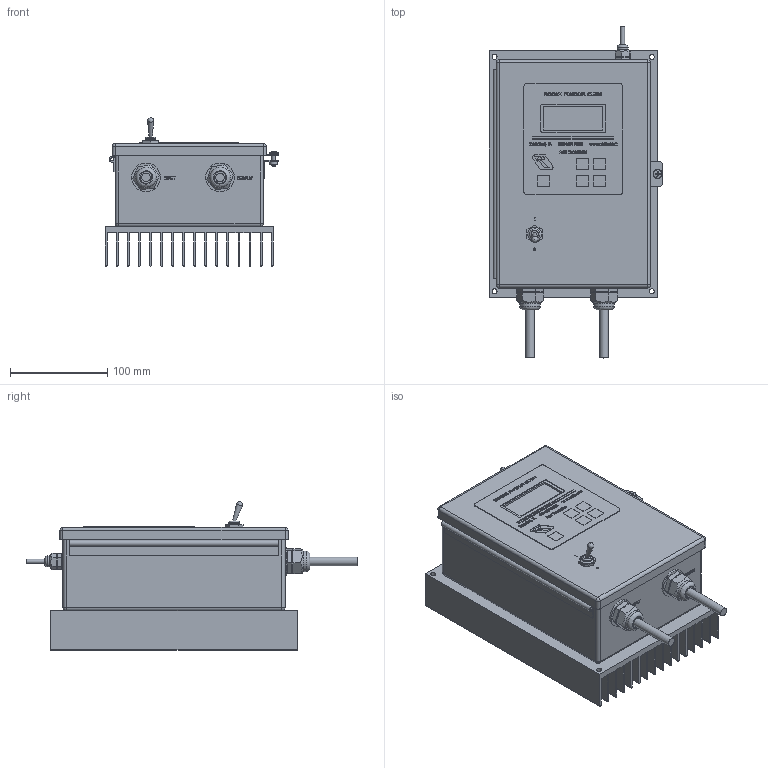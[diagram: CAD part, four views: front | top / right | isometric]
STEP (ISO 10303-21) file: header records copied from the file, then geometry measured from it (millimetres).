
FILE_DESCRIPTION((''),'2;1');
FILE_NAME('VF-9CE 121-000-0780.stp','2016-03-24T15:53:59',('dixon15'),(''),'Autodesk Inventor 2009','Autodesk Inventor 2009','');
FILE_SCHEMA(('AUTOMOTIVE_DESIGN { 1 0 10303 214 1 1 1 1 }'));
Length unit declared in the file: inch
Products named in the file (9): VF-9CE 121-000-0780; VF-9CE backplate; VR-CE; VF-3CE box; Power Chord ; Sensor Chord; Toggle Switch; Label; cover screw
Assembly tree (9 placements, depth 3):
  VF-9CE 121-000-0780
    VF-9CE backplate
    VR-CE
      VF-3CE box
      Power Chord   x2
      Sensor Chord
      Toggle Switch
      Label
      cover screw
Bounding box: 178.43 x 341.78 x 152.79 mm (x, y, z)
Volume: 3606719.1 mm3; surface area: 548016.1 mm2
Topology: 8 solids, 8 shells, 1520 faces, 4028 edges, 2669 vertices
Faces by surface type: plane 885, bspline 512, cylinder 103, sphere 10, cone 6, torus 4
Full cylindrical faces by diameter (mm): 3.175 x1, 4.064 x1, 4.318 x1, 4.572 x1, 8.128 x1, 8.89 x2, 9.55 x1, 10.552 x1, 11.325 x1, 12.192 x2, 12.7 x3, 14.644 x2, 15.24 x1, 20.44 x2, 21.336 x2, 22.86 x2, 29.464 x2
Entity records: 48853 total; most frequent: CARTESIAN_POINT 14810, ORIENTED_EDGE 7838, DIRECTION 5133, EDGE_CURVE 3919, VECTOR 2671, LINE 2671, VERTEX_POINT 2626, EDGE_LOOP 1697
